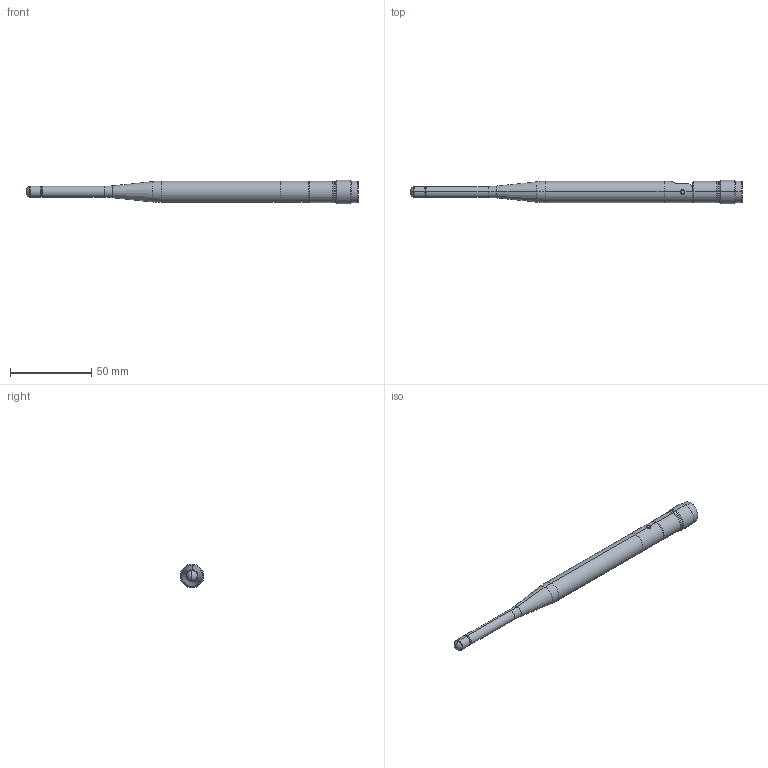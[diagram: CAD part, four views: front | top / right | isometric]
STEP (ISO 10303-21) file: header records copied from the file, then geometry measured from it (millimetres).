
FILE_DESCRIPTION (( 'STEP AP214' ), '1' );
FILE_NAME ('FM51RD1003_3D.step', '2022-12-30T19:35:02', ( '' ), ( '' ), 'SwSTEP 2.0', 'SolidWorks 2022', '' );
FILE_SCHEMA (( 'AUTOMOTIVE_DESIGN' ));
Length unit declared in the file: inch
Products named in the file (3): FM51RD1003_3D; Copy of HG2458RD-TM_SWIVEL^FM51RD1003; Copy of HG2458RD-TM_ANTENNA^FM51RD1003
Assembly tree (2 placements, depth 2):
  FM51RD1003_3D
    Copy of HG2458RD-TM_ANTENNA^FM51RD1003
    Copy of HG2458RD-TM_SWIVEL^FM51RD1003
Bounding box: 204.9 x 14.5 x 14.5 mm (x, y, z)
Volume: 19981.5 mm3; surface area: 9403.5 mm2
Topology: 3 solids, 3 shells, 153 faces, 329 edges, 186 vertices
Faces by surface type: cylinder 52, cone 44, plane 31, torus 26
Entity records: 6111 total; most frequent: DIRECTION 811, CARTESIAN_POINT 796, ORIENTED_EDGE 650, AXIS2_PLACEMENT_3D 335, EDGE_CURVE 325, VERTEX_POINT 186, CIRCLE 177, EDGE_LOOP 169
